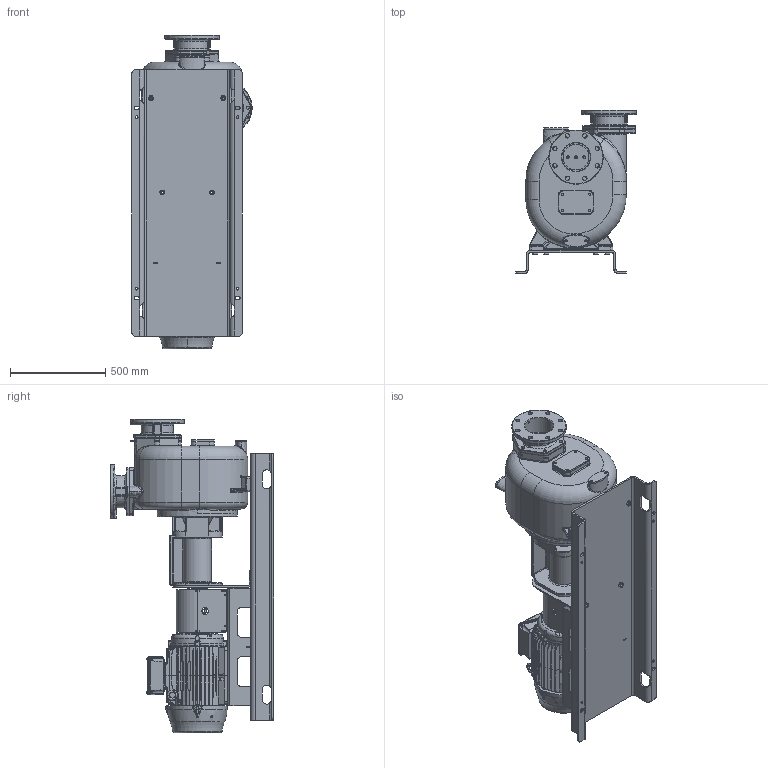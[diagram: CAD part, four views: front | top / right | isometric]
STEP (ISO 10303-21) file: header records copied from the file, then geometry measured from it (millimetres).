
FILE_DESCRIPTION((''),'2;1');
FILE_NAME('S170_B_FIT','2022-11-04T15:02:20',('Nicola'),(''),'CREO PARAMETRIC BY PTC INC, 2020354','CREO PARAMETRIC BY PTC INC, 2020354','');
FILE_SCHEMA(('CONFIG_CONTROL_DESIGN'));
Products named in the file (1): S170_B_FIT
Bounding box: 631.5 x 856 x 1645.9 mm (x, y, z)
Volume: 161568435.8 mm3; surface area: 7325706.9 mm2
Topology: 5 solids, 5 shells, 3906 faces, 10313 edges, 6443 vertices
Faces by surface type: plane 1424, cylinder 1316, bspline 555, cone 347, torus 219, sphere 25, revolution 12, extrusion 8
Entity records: 195482 total; most frequent: CARTESIAN_POINT 102849, ORIENTED_EDGE 20554, DIRECTION 17943, EDGE_CURVE 10277, AXIS2_PLACEMENT_3D 6864, VERTEX_POINT 6443, EDGE_LOOP 4268, VECTOR 4203
